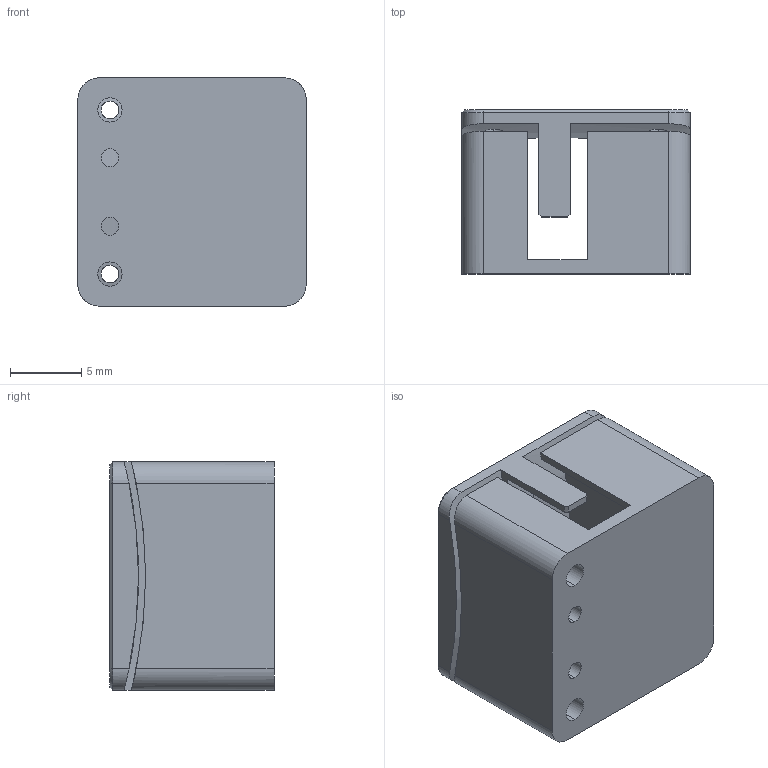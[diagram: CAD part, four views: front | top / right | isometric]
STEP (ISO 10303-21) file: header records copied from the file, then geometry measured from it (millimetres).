
FILE_DESCRIPTION (( 'STEP AP203' ), '1' );
FILE_NAME ('Goniometer16-theta - web.STEP', '2025-09-01T09:22:17', ( '' ), ( '' ), 'SwSTEP 2.0', 'SolidWorks 2020', '' );
FILE_SCHEMA (( 'CONFIG_CONTROL_DESIGN' ));
Length unit declared in the file: millimetre
Products named in the file (3): 葩璃 G16-table - theta^Goniometer16-theta - web; G16-base - theta; Goniometer16-theta - web
Assembly tree (2 placements, depth 2):
  Goniometer16-theta - web
    G16-base - theta
    葩璃 G16-table - theta^Goniometer16-theta - web
Bounding box: 16 x 11.5 x 16 mm (x, y, z)
Volume: 1626.7 mm3; surface area: 2123.4 mm2
Topology: 2 solids, 2 shells, 93 faces, 251 edges, 161 vertices
Faces by surface type: cylinder 41, plane 38, cone 14
Entity records: 3476 total; most frequent: CARTESIAN_POINT 776, ORIENTED_EDGE 502, DIRECTION 499, EDGE_CURVE 251, AXIS2_PLACEMENT_3D 174, VERTEX_POINT 161, VECTOR 151, LINE 151
